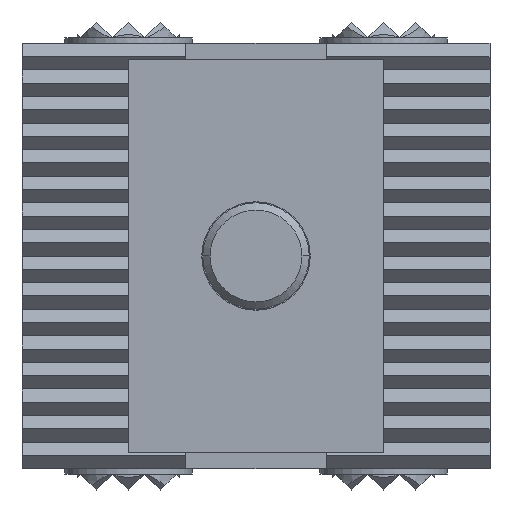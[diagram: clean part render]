
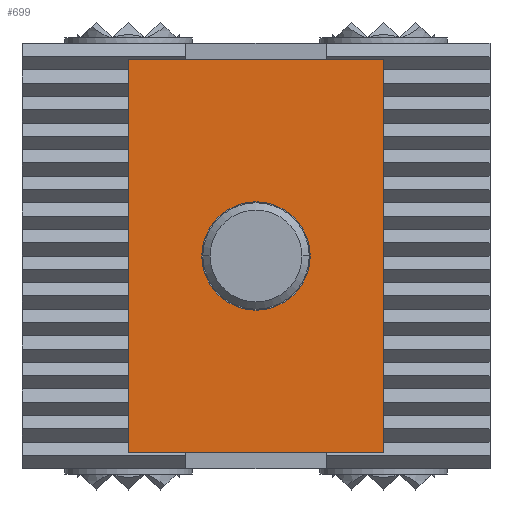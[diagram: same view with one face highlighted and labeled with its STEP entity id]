
A CAD part, front view. The second image highlights one B-rep face of the part: STEP entity #699.
In plain terms, the highlighted planar face has unit normal (0, -1, 0).
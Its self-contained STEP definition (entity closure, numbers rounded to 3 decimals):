
#699=ADVANCED_FACE('',(#1731,#1732),#1733,.F.);
#1731=FACE_BOUND('',#3138,.T.);
#1732=FACE_OUTER_BOUND('',#3139,.T.);
#1733=PLANE('',#3140);
#3138=EDGE_LOOP('',(#5070,#5071));
#3139=EDGE_LOOP('',(#5072,#5073,#5074,#5075));
#3140=AXIS2_PLACEMENT_3D('',#5076,#5077,#5078);
#5070=ORIENTED_EDGE('',*,*,#8130,.T.);
#5071=ORIENTED_EDGE('',*,*,#8128,.T.);
#5072=ORIENTED_EDGE('',*,*,#8157,.F.);
#5073=ORIENTED_EDGE('',*,*,#8160,.F.);
#5074=ORIENTED_EDGE('',*,*,#8149,.F.);
#5075=ORIENTED_EDGE('',*,*,#8161,.T.);
#5076=CARTESIAN_POINT('',(0.0,-21.0,0.0));
#5077=DIRECTION('',(0.0,1.0,0.0));
#5078=DIRECTION('',(0.0,0.0,1.0));
#8128=EDGE_CURVE('',#9614,#9618,#9620,.T.);
#8130=EDGE_CURVE('',#9618,#9614,#9622,.T.);
#8149=EDGE_CURVE('',#9650,#9652,#9653,.T.);
#8157=EDGE_CURVE('',#9662,#9664,#9665,.T.);
#8160=EDGE_CURVE('',#9652,#9662,#9668,.T.);
#8161=EDGE_CURVE('',#9650,#9664,#9669,.T.);
#9614=VERTEX_POINT('',#11627);
#9618=VERTEX_POINT('',#11632);
#9620=CIRCLE('',#11635,5.1);
#9622=CIRCLE('',#11637,5.1);
#9650=VERTEX_POINT('',#11677);
#9652=VERTEX_POINT('',#11680);
#9653=LINE('',#11681,#11682);
#9662=VERTEX_POINT('',#11695);
#9664=VERTEX_POINT('',#11698);
#9665=LINE('',#11699,#11700);
#9668=LINE('',#11704,#11705);
#9669=LINE('',#11706,#11707);
#11627=CARTESIAN_POINT('',(5.1,-21.0,0.));
#11632=CARTESIAN_POINT('',(-5.1,-21.0,0.0));
#11635=AXIS2_PLACEMENT_3D('',#13622,#13623,#13624);
#11637=AXIS2_PLACEMENT_3D('',#13625,#13626,#13627);
#11677=CARTESIAN_POINT('',(-12.0,-21.0,18.5));
#11680=CARTESIAN_POINT('',(12.0,-21.0,18.5));
#11681=CARTESIAN_POINT('',(0.0,-21.0,18.5));
#11682=VECTOR('',#13644,1.0);
#11695=CARTESIAN_POINT('',(12.0,-21.0,-18.5));
#11698=CARTESIAN_POINT('',(-12.0,-21.0,-18.5));
#11699=CARTESIAN_POINT('',(0.0,-21.0,-18.5));
#11700=VECTOR('',#13650,1.0);
#11704=CARTESIAN_POINT('',(12.0,-21.0,0.0));
#11705=VECTOR('',#13652,1.0);
#11706=CARTESIAN_POINT('',(-12.0,-21.0,0.0));
#11707=VECTOR('',#13653,1.0);
#13622=CARTESIAN_POINT('',(0.0,-21.0,0.0));
#13623=DIRECTION('',(-0.0,1.0,0.0));
#13624=DIRECTION('',(1.0,0.0,0.0));
#13625=CARTESIAN_POINT('',(0.0,-21.0,0.0));
#13626=DIRECTION('',(-0.0,1.0,0.0));
#13627=DIRECTION('',(1.0,0.0,0.0));
#13644=DIRECTION('',(1.0,0.0,0.0));
#13650=DIRECTION('',(-1.0,0.0,0.0));
#13652=DIRECTION('',(0.0,0.0,-1.0));
#13653=DIRECTION('',(0.0,0.0,-1.0));
